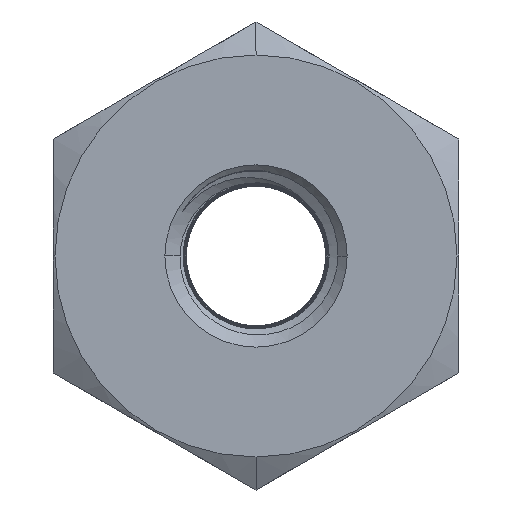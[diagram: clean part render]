
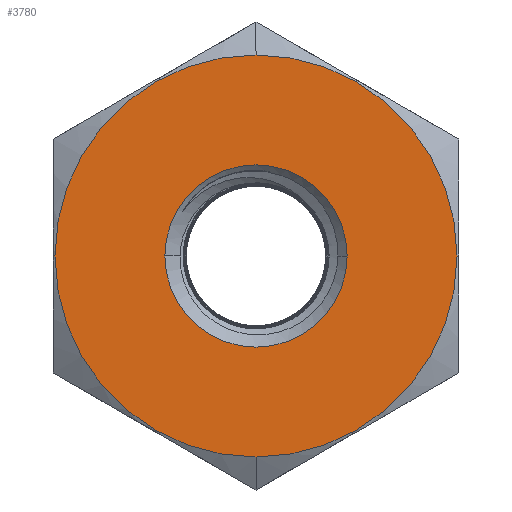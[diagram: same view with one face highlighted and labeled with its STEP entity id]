
A CAD part, front view. The second image highlights one B-rep face of the part: STEP entity #3780.
In plain terms, the highlighted planar face has unit normal (0, -1, 0).
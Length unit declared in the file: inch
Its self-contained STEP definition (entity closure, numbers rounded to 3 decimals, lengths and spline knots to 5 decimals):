
#72 = EDGE_CURVE ( 'NONE', #11555, #6296, #4042, .T. ) ;
#118 = CARTESIAN_POINT ( 'NONE',  ( 0., 0., 0. ) ) ;
#162 = ORIENTED_EDGE ( 'NONE', *, *, #72, .T. ) ;
#185 = AXIS2_PLACEMENT_3D ( 'NONE', #2220, #11621, #14015 ) ;
#258 = DIRECTION ( 'NONE',  ( 0., -1., 0. ) ) ;
#519 = CARTESIAN_POINT ( 'NONE',  ( 0., 0., 0. ) ) ;
#776 = CIRCLE ( 'NONE', #2594, 0.281 ) ;
#2220 = CARTESIAN_POINT ( 'NONE',  ( 0., 0., 0. ) ) ;
#2403 = ORIENTED_EDGE ( 'NONE', *, *, #11812, .F. ) ;
#2594 = AXIS2_PLACEMENT_3D ( 'NONE', #10568, #258, #11135 ) ;
#2925 = DIRECTION ( 'NONE',  ( 0., 0., -1. ) ) ;
#3780 = ADVANCED_FACE ( 'NONE', ( #7508, #4891 ), #14798, .F. ) ;
#3883 = DIRECTION ( 'NONE',  ( 0., -1., 0. ) ) ;
#4042 = CIRCLE ( 'NONE', #6783, 0.62 ) ;
#4865 = EDGE_LOOP ( 'NONE', ( #2403, #11263 ) ) ;
#4891 = FACE_BOUND ( 'NONE', #4865, .T. ) ;
#5003 = VERTEX_POINT ( 'NONE', #6320 ) ;
#5988 = EDGE_CURVE ( 'NONE', #6296, #11555, #9263, .T. ) ;
#6296 = VERTEX_POINT ( 'NONE', #12444 ) ;
#6320 = CARTESIAN_POINT ( 'NONE',  ( 0.281, 0., 0. ) ) ;
#6673 = CARTESIAN_POINT ( 'NONE',  ( -0.281, 0., 0. ) ) ;
#6783 = AXIS2_PLACEMENT_3D ( 'NONE', #519, #12488, #2925 ) ;
#7508 = FACE_OUTER_BOUND ( 'NONE', #8737, .T. ) ;
#8438 = CIRCLE ( 'NONE', #185, 0.281 ) ;
#8737 = EDGE_LOOP ( 'NONE', ( #162, #10895 ) ) ;
#9263 = CIRCLE ( 'NONE', #14562, 0.62 ) ;
#10568 = CARTESIAN_POINT ( 'NONE',  ( 0., 0., 0. ) ) ;
#10895 = ORIENTED_EDGE ( 'NONE', *, *, #5988, .T. ) ;
#10913 = VERTEX_POINT ( 'NONE', #6673 ) ;
#11135 = DIRECTION ( 'NONE',  ( 1., 0., 0. ) ) ;
#11263 = ORIENTED_EDGE ( 'NONE', *, *, #12386, .F. ) ;
#11555 = VERTEX_POINT ( 'NONE', #12590 ) ;
#11621 = DIRECTION ( 'NONE',  ( 0., -1., 0. ) ) ;
#11812 = EDGE_CURVE ( 'NONE', #5003, #10913, #776, .T. ) ;
#12294 = DIRECTION ( 'NONE',  ( 0., 0., 1. ) ) ;
#12345 = DIRECTION ( 'NONE',  ( 0., 1., 0. ) ) ;
#12386 = EDGE_CURVE ( 'NONE', #10913, #5003, #8438, .T. ) ;
#12444 = CARTESIAN_POINT ( 'NONE',  ( 0., 0., -0.62 ) ) ;
#12488 = DIRECTION ( 'NONE',  ( 0., -1., 0. ) ) ;
#12590 = CARTESIAN_POINT ( 'NONE',  ( 0., 0., 0.62 ) ) ;
#12654 = AXIS2_PLACEMENT_3D ( 'NONE', #14745, #12345, #12294 ) ;
#14015 = DIRECTION ( 'NONE',  ( 1., 0., 0. ) ) ;
#14562 = AXIS2_PLACEMENT_3D ( 'NONE', #118, #3883, #14633 ) ;
#14633 = DIRECTION ( 'NONE',  ( 0., 0., -1. ) ) ;
#14745 = CARTESIAN_POINT ( 'NONE',  ( 0., 0., 0. ) ) ;
#14798 = PLANE ( 'NONE',  #12654 ) ;
